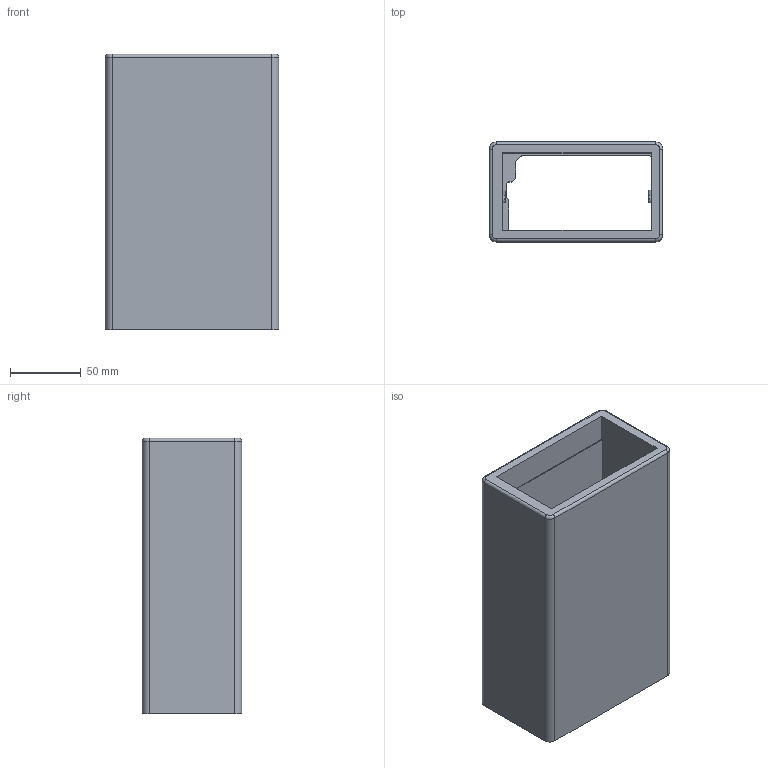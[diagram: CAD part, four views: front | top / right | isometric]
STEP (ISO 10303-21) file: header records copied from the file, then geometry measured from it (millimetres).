
FILE_DESCRIPTION (( 'STEP AP214' ), '1' );
FILE_NAME ('俋褲_翋极.STEP', '2026-01-25T11:51:10', ( '' ), ( '' ), 'SwSTEP 2.0', 'SolidWorks 2025', '' );
FILE_SCHEMA (( 'AUTOMOTIVE_DESIGN' ));
Length unit declared in the file: millimetre
Products named in the file (1): 外壳_主体
Bounding box: 122.5 x 70.4 x 194.7 mm (x, y, z)
Volume: 530669.8 mm3; surface area: 144344.4 mm2
Topology: 1 solids, 1 shells, 126 faces, 328 edges, 216 vertices
Faces by surface type: plane 74, cylinder 48, torus 4
Entity records: 5280 total; most frequent: DIRECTION 681, CARTESIAN_POINT 671, ORIENTED_EDGE 656, EDGE_CURVE 328, VECTOR 229, LINE 229, AXIS2_PLACEMENT_3D 226, VERTEX_POINT 216
